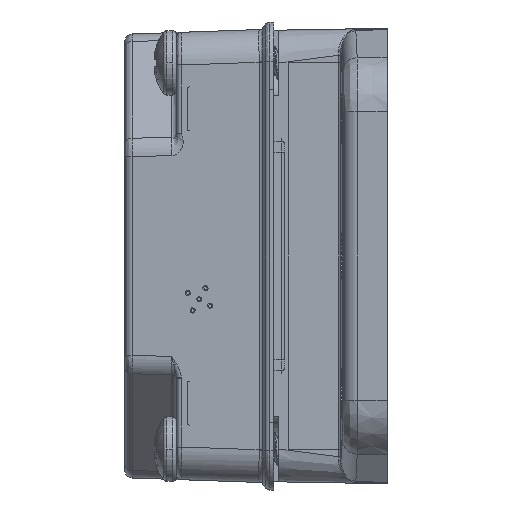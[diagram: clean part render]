
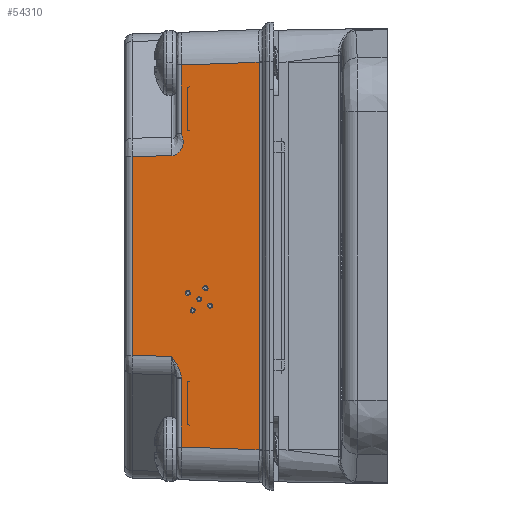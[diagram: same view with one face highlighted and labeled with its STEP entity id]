
A CAD part, left-side view. The second image highlights one B-rep face of the part: STEP entity #54310.
In plain terms, the highlighted planar face has unit normal (-0.999, 0.035, 0).
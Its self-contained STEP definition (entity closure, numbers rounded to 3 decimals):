
#46144=CARTESIAN_POINT('',(-63.205,17.035,
37.059));
#46173=DIRECTION('',(0.,0.,-1.));
#46174=VECTOR('',#46173,75.171);
#46175=CARTESIAN_POINT('',(-63.731,1.962,
37.585));
#46176=LINE('',#46175,#46174);
#46177=DIRECTION('',(-0.035,-0.999,-0.035));
#46178=VECTOR('',#46177,15.091);
#46179=CARTESIAN_POINT('',(-63.205,17.035,
-37.059));
#46180=LINE('',#46179,#46178);
#46181=DIRECTION('',(0.,0.,1.));
#46182=VECTOR('',#46181,13.199);
#46183=CARTESIAN_POINT('',(-63.205,17.035,
-37.059));
#46184=LINE('',#46183,#46182);
#46185=CARTESIAN_POINT('',(-63.205,17.035,
-23.86));
#46186=CARTESIAN_POINT('',(-63.205,17.035,
-23.799));
#46187=CARTESIAN_POINT('',(-63.205,17.038,
-23.68));
#46188=CARTESIAN_POINT('',(-63.205,17.045,
-23.566));
#46189=CARTESIAN_POINT('',(-63.205,17.05,
-23.509));
#46191=CARTESIAN_POINT('',(-63.205,17.05,
-23.509));
#46192=CARTESIAN_POINT('',(-63.204,17.06,
-23.404));
#46193=CARTESIAN_POINT('',(-63.203,17.087,
-23.189));
#46194=CARTESIAN_POINT('',(-63.201,17.155,
-22.855));
#46195=CARTESIAN_POINT('',(-63.197,17.255,
-22.496));
#46196=CARTESIAN_POINT('',(-63.193,17.386,
-22.122));
#46197=CARTESIAN_POINT('',(-63.187,17.552,
-21.733));
#46198=CARTESIAN_POINT('',(-63.18,17.754,
-21.326));
#46199=CARTESIAN_POINT('',(-63.174,17.914,
-21.042));
#46200=CARTESIAN_POINT('',(-63.171,18.,-20.897));
#46202=DIRECTION('',(-0.035,-0.999,-0.014));
#46203=VECTOR('',#46202,7.593);
#46204=CARTESIAN_POINT('',(-62.873,26.552,
-19.335));
#46205=LINE('',#46204,#46203);
#46206=DIRECTION('',(0.,0.,1.));
#46207=VECTOR('',#46206,38.67);
#46208=CARTESIAN_POINT('',(-62.873,26.552,
-19.335));
#46209=LINE('',#46208,#46207);
#46210=DIRECTION('',(0.035,0.999,-0.014));
#46211=VECTOR('',#46210,7.593);
#46212=CARTESIAN_POINT('',(-63.138,18.965,
19.445));
#46213=LINE('',#46212,#46211);
#46214=CARTESIAN_POINT('',(-63.138,18.965,
19.445));
#46215=CARTESIAN_POINT('',(-63.144,18.797,
19.447));
#46216=CARTESIAN_POINT('',(-63.155,18.457,
19.504));
#46217=CARTESIAN_POINT('',(-63.174,17.924,
19.761));
#46218=CARTESIAN_POINT('',(-63.192,17.4,
20.21));
#46219=CARTESIAN_POINT('',(-63.205,17.048,
20.7));
#46220=CARTESIAN_POINT('',(-63.212,16.827,
21.187));
#46221=CARTESIAN_POINT('',(-63.216,16.712,
21.65));
#46222=CARTESIAN_POINT('',(-63.218,16.676,
22.074));
#46223=CARTESIAN_POINT('',(-63.217,16.698,
22.457));
#46224=CARTESIAN_POINT('',(-63.215,16.757,
22.799));
#46225=CARTESIAN_POINT('',(-63.212,16.839,
23.103));
#46226=CARTESIAN_POINT('',(-63.209,16.927,
23.376));
#46227=CARTESIAN_POINT('',(-63.206,17.006,
23.627));
#46228=CARTESIAN_POINT('',(-63.205,17.035,
23.784));
#46229=CARTESIAN_POINT('',(-63.205,17.035,
23.86));
#46231=DIRECTION('',(0.,0.,1.));
#46232=VECTOR('',#46231,13.199);
#46233=CARTESIAN_POINT('',(-63.205,17.035,
23.86));
#46234=LINE('',#46233,#46232);
#46235=DIRECTION('',(-0.035,-0.999,0.035));
#46236=VECTOR('',#46235,15.091);
#46237=CARTESIAN_POINT('',(-63.205,17.035,
37.059));
#46238=LINE('',#46237,#46236);
#47559=CARTESIAN_POINT('',(-63.171,18.,-20.897));
#47560=CARTESIAN_POINT('',(-63.168,18.09,
-20.745));
#47561=CARTESIAN_POINT('',(-63.162,18.284,
-20.434));
#47562=CARTESIAN_POINT('',(-63.15,18.606,
-19.955));
#47563=CARTESIAN_POINT('',(-63.142,18.843,
-19.618));
#47564=CARTESIAN_POINT('',(-63.138,18.965,
-19.445));
#49557=CARTESIAN_POINT('',(-62.873,26.552,
-19.335));
#49558=CARTESIAN_POINT('',(-62.873,26.552,
19.335));
#49559=VERTEX_POINT('',#49557);
#49560=VERTEX_POINT('',#49558);
#49620=CARTESIAN_POINT('',(-63.731,1.962,
37.585));
#49621=CARTESIAN_POINT('',(-63.731,1.962,
-37.585));
#49622=VERTEX_POINT('',#49620);
#49623=VERTEX_POINT('',#49621);
#49735=VERTEX_POINT('',#46144);
#49738=CARTESIAN_POINT('',(-63.205,17.035,
23.86));
#49739=VERTEX_POINT('',#49738);
#49740=CARTESIAN_POINT('',(-63.205,17.035,
-37.059));
#49741=CARTESIAN_POINT('',(-63.205,17.035,
-23.86));
#49742=VERTEX_POINT('',#49740);
#49743=VERTEX_POINT('',#49741);
#50133=CARTESIAN_POINT('',(-63.138,18.965,
19.445));
#50134=VERTEX_POINT('',#50133);
#50145=CARTESIAN_POINT('',(-63.138,18.965,
-19.445));
#50146=VERTEX_POINT('',#50145);
#50511=VERTEX_POINT('',#46189);
#50512=VERTEX_POINT('',#46200);
#54281=CARTESIAN_POINT('',(-63.8,0.,-47.046));
#54282=DIRECTION('',(-0.999,0.035,0.));
#54283=DIRECTION('',(0.,0.,-1.));
#54284=AXIS2_PLACEMENT_3D('',#54281,#54282,#54283);
#54285=PLANE('',#54284);
#54286=ORIENTED_EDGE('',*,*,#54272,.T.);
#54288=ORIENTED_EDGE('',*,*,#54287,.F.);
#54290=ORIENTED_EDGE('',*,*,#54289,.T.);
#54292=ORIENTED_EDGE('',*,*,#54291,.T.);
#54294=ORIENTED_EDGE('',*,*,#54293,.T.);
#54296=ORIENTED_EDGE('',*,*,#54295,.T.);
#54298=ORIENTED_EDGE('',*,*,#54297,.F.);
#54300=ORIENTED_EDGE('',*,*,#54299,.T.);
#54302=ORIENTED_EDGE('',*,*,#54301,.F.);
#54304=ORIENTED_EDGE('',*,*,#54303,.T.);
#54306=ORIENTED_EDGE('',*,*,#54305,.T.);
#54307=ORIENTED_EDGE('',*,*,#54215,.T.);
#54308=EDGE_LOOP('',(#54286,#54288,#54290,#54292,#54294,#54296,#54298,#54300,
#54302,#54304,#54306,#54307));
#54309=FACE_OUTER_BOUND('',#54308,.F.);
#54310=ADVANCED_FACE('',(#54309),#54285,.T.);
#46190=B_SPLINE_CURVE_WITH_KNOTS('',3,(#46185,#46186,#46187,#46188,#46189),
.UNSPECIFIED.,.F.,.F.,(4,1,4),(0.,0.5,1.),.UNSPECIFIED.);
#46201=B_SPLINE_CURVE_WITH_KNOTS('',3,(#46191,#46192,#46193,#46194,#46195,
#46196,#46197,#46198,#46199,#46200),.UNSPECIFIED.,.F.,.F.,(4,1,1,1,1,1,1,4),(
0.,0.143,0.286,0.429,0.571,
0.714,0.857,1.),.UNSPECIFIED.);
#46230=B_SPLINE_CURVE_WITH_KNOTS('',3,(#46214,#46215,#46216,#46217,#46218,
#46219,#46220,#46221,#46222,#46223,#46224,#46225,#46226,#46227,#46228,#46229),
.UNSPECIFIED.,.F.,.F.,(4,1,1,1,1,1,1,1,1,1,1,1,1,4),(0.,0.077,
0.154,0.231,0.308,0.385,
0.462,0.538,0.615,0.692,
0.769,0.846,0.923,1.),.UNSPECIFIED.);
#47565=B_SPLINE_CURVE_WITH_KNOTS('',3,(#47559,#47560,#47561,#47562,#47563,
#47564),.UNSPECIFIED.,.F.,.F.,(4,1,1,4),(0.,0.333,
0.667,1.),.UNSPECIFIED.);
#54215=EDGE_CURVE('',#49735,#49622,#46238,.T.);
#54272=EDGE_CURVE('',#49622,#49623,#46176,.T.);
#54287=EDGE_CURVE('',#49742,#49623,#46180,.T.);
#54289=EDGE_CURVE('',#49742,#49743,#46184,.T.);
#54291=EDGE_CURVE('',#49743,#50511,#46190,.T.);
#54293=EDGE_CURVE('',#50511,#50512,#46201,.T.);
#54295=EDGE_CURVE('',#50512,#50146,#47565,.T.);
#54297=EDGE_CURVE('',#49559,#50146,#46205,.T.);
#54299=EDGE_CURVE('',#49559,#49560,#46209,.T.);
#54301=EDGE_CURVE('',#50134,#49560,#46213,.T.);
#54303=EDGE_CURVE('',#50134,#49739,#46230,.T.);
#54305=EDGE_CURVE('',#49739,#49735,#46234,.T.);
